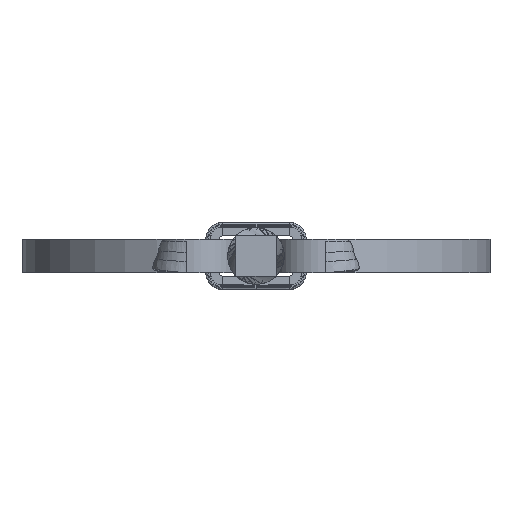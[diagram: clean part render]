
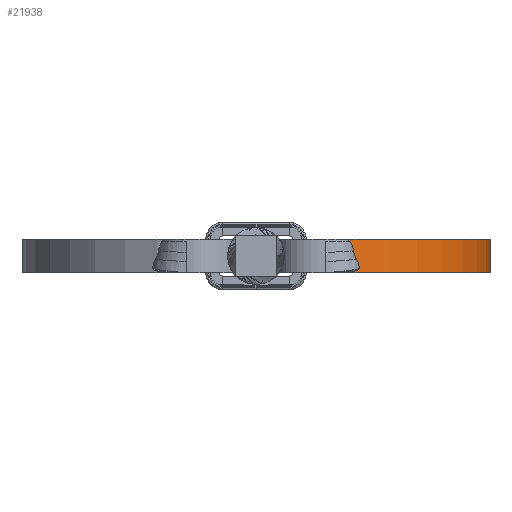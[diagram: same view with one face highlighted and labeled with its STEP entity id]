
A CAD part, front view. The second image highlights one B-rep face of the part: STEP entity #21938.
In plain terms, the highlighted cylindrical face has radius 68.5 mm (diameter 137 mm), a partial arc.
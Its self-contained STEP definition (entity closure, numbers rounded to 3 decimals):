
#901 = DIRECTION ( 'NONE',  ( 0., 0., 1. ) ) ;
#1396 = AXIS2_PLACEMENT_3D ( 'NONE', #6464, #9751, #6309 ) ;
#1489 = EDGE_CURVE ( 'NONE', #16900, #9227, #17955, .T. ) ;
#3321 = VECTOR ( 'NONE', #901, 1000. ) ;
#3461 = DIRECTION ( 'NONE',  ( 0., 0., -1. ) ) ;
#3666 = DIRECTION ( 'NONE',  ( 0., 0., 1. ) ) ;
#3869 = LINE ( 'NONE', #4339, #3321 ) ;
#4339 = CARTESIAN_POINT ( 'NONE',  ( 19.172, -38.422, 5. ) ) ;
#4531 = DIRECTION ( 'NONE',  ( 0., 0., -1. ) ) ;
#5457 = VERTEX_POINT ( 'NONE', #6631 ) ;
#6309 = DIRECTION ( 'NONE',  ( -1., 0., 0. ) ) ;
#6464 = CARTESIAN_POINT ( 'NONE',  ( 1.5, 27.759, 0. ) ) ;
#6614 = AXIS2_PLACEMENT_3D ( 'NONE', #13864, #3461, #6891 ) ;
#6631 = CARTESIAN_POINT ( 'NONE',  ( 66.748, 48.614, 5. ) ) ;
#6891 = DIRECTION ( 'NONE',  ( -1., 0., 0. ) ) ;
#6934 = FACE_OUTER_BOUND ( 'NONE', #15201, .T. ) ;
#7800 = CARTESIAN_POINT ( 'NONE',  ( 1.5, 27.759, 5. ) ) ;
#8831 = VECTOR ( 'NONE', #3666, 1000. ) ;
#9068 = VERTEX_POINT ( 'NONE', #16950 ) ;
#9227 = VERTEX_POINT ( 'NONE', #20664 ) ;
#9751 = DIRECTION ( 'NONE',  ( 0., 0., -1. ) ) ;
#9882 = AXIS2_PLACEMENT_3D ( 'NONE', #7800, #4531, #14931 ) ;
#10045 = EDGE_CURVE ( 'NONE', #5457, #9068, #21190, .T. ) ;
#13384 = ORIENTED_EDGE ( 'NONE', *, *, #1489, .F. ) ;
#13864 = CARTESIAN_POINT ( 'NONE',  ( 1.5, 27.759, -5. ) ) ;
#14085 = CARTESIAN_POINT ( 'NONE',  ( 66.748, 48.614, -5. ) ) ;
#14157 = EDGE_CURVE ( 'NONE', #16900, #5457, #17019, .T. ) ;
#14500 = ORIENTED_EDGE ( 'NONE', *, *, #10045, .T. ) ;
#14931 = DIRECTION ( 'NONE',  ( -1., 0., 0. ) ) ;
#15145 = CYLINDRICAL_SURFACE ( 'NONE', #1396, 68.5 ) ;
#15201 = EDGE_LOOP ( 'NONE', ( #22540, #14500, #21005, #13384 ) ) ;
#15955 = CARTESIAN_POINT ( 'NONE',  ( 66.748, 48.614, 5. ) ) ;
#16052 = EDGE_CURVE ( 'NONE', #9227, #9068, #3869, .T. ) ;
#16900 = VERTEX_POINT ( 'NONE', #14085 ) ;
#16950 = CARTESIAN_POINT ( 'NONE',  ( 19.172, -38.422, 5. ) ) ;
#17019 = LINE ( 'NONE', #15955, #8831 ) ;
#17955 = CIRCLE ( 'NONE', #6614, 68.5 ) ;
#20664 = CARTESIAN_POINT ( 'NONE',  ( 19.172, -38.422, -5. ) ) ;
#21005 = ORIENTED_EDGE ( 'NONE', *, *, #16052, .F. ) ;
#21190 = CIRCLE ( 'NONE', #9882, 68.5 ) ;
#21938 = ADVANCED_FACE ( 'NONE', ( #6934 ), #15145, .T. ) ;
#22540 = ORIENTED_EDGE ( 'NONE', *, *, #14157, .T. ) ;
